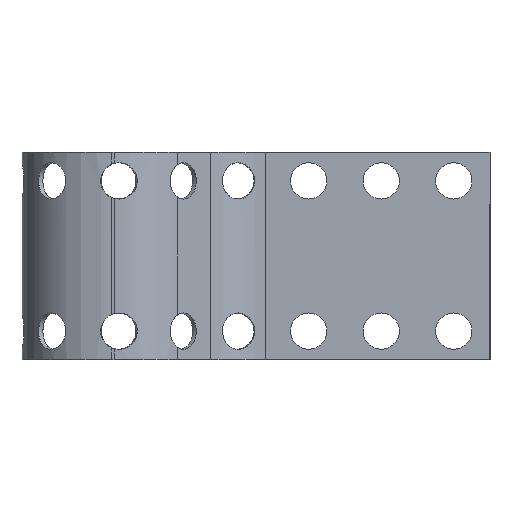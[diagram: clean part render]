
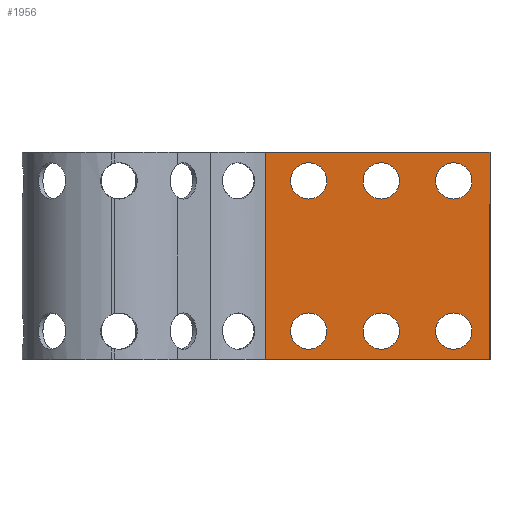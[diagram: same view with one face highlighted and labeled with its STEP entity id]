
A CAD part, front view. The second image highlights one B-rep face of the part: STEP entity #1956.
In plain terms, the highlighted planar face has unit normal (0, -1, 0).
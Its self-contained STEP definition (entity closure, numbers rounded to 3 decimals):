
#42=FACE_BOUND('',#392,.T.);
#43=FACE_BOUND('',#393,.T.);
#44=FACE_BOUND('',#394,.T.);
#45=FACE_BOUND('',#395,.T.);
#46=FACE_BOUND('',#396,.T.);
#47=FACE_BOUND('',#397,.T.);
#132=CIRCLE('',#2104,3.5);
#133=CIRCLE('',#2105,3.5);
#134=CIRCLE('',#2106,3.5);
#135=CIRCLE('',#2107,3.5);
#136=CIRCLE('',#2108,3.5);
#137=CIRCLE('',#2109,3.5);
#183=PLANE('',#2103);
#263=FACE_OUTER_BOUND('',#391,.T.);
#391=EDGE_LOOP('',(#1560,#1561,#1562,#1563));
#392=EDGE_LOOP('',(#1564));
#393=EDGE_LOOP('',(#1565));
#394=EDGE_LOOP('',(#1566));
#395=EDGE_LOOP('',(#1567));
#396=EDGE_LOOP('',(#1568));
#397=EDGE_LOOP('',(#1569));
#558=LINE('',#8775,#716);
#559=LINE('',#8777,#717);
#560=LINE('',#8779,#718);
#561=LINE('',#8780,#719);
#716=VECTOR('',#2446,10.);
#717=VECTOR('',#2447,10.);
#718=VECTOR('',#2448,10.);
#719=VECTOR('',#2449,10.);
#920=VERTEX_POINT('',#8773);
#921=VERTEX_POINT('',#8774);
#922=VERTEX_POINT('',#8776);
#923=VERTEX_POINT('',#8778);
#924=VERTEX_POINT('',#8781);
#925=VERTEX_POINT('',#8783);
#926=VERTEX_POINT('',#8785);
#927=VERTEX_POINT('',#8787);
#928=VERTEX_POINT('',#8789);
#929=VERTEX_POINT('',#8791);
#1146=EDGE_CURVE('',#920,#921,#558,.T.);
#1147=EDGE_CURVE('',#922,#921,#559,.T.);
#1148=EDGE_CURVE('',#923,#922,#560,.T.);
#1149=EDGE_CURVE('',#920,#923,#561,.T.);
#1150=EDGE_CURVE('',#924,#924,#132,.T.);
#1151=EDGE_CURVE('',#925,#925,#133,.T.);
#1152=EDGE_CURVE('',#926,#926,#134,.T.);
#1153=EDGE_CURVE('',#927,#927,#135,.T.);
#1154=EDGE_CURVE('',#928,#928,#136,.T.);
#1155=EDGE_CURVE('',#929,#929,#137,.T.);
#1560=ORIENTED_EDGE('',*,*,#1146,.T.);
#1561=ORIENTED_EDGE('',*,*,#1147,.F.);
#1562=ORIENTED_EDGE('',*,*,#1148,.F.);
#1563=ORIENTED_EDGE('',*,*,#1149,.F.);
#1564=ORIENTED_EDGE('',*,*,#1150,.T.);
#1565=ORIENTED_EDGE('',*,*,#1151,.T.);
#1566=ORIENTED_EDGE('',*,*,#1152,.T.);
#1567=ORIENTED_EDGE('',*,*,#1153,.T.);
#1568=ORIENTED_EDGE('',*,*,#1154,.T.);
#1569=ORIENTED_EDGE('',*,*,#1155,.T.);
#1956=ADVANCED_FACE('',(#263,#42,#43,#44,#45,#46,#47),#183,.F.);
#2103=AXIS2_PLACEMENT_3D('',#8772,#2444,#2445);
#2104=AXIS2_PLACEMENT_3D('',#8782,#2450,#2451);
#2105=AXIS2_PLACEMENT_3D('',#8784,#2452,#2453);
#2106=AXIS2_PLACEMENT_3D('',#8786,#2454,#2455);
#2107=AXIS2_PLACEMENT_3D('',#8788,#2456,#2457);
#2108=AXIS2_PLACEMENT_3D('',#8790,#2458,#2459);
#2109=AXIS2_PLACEMENT_3D('',#8792,#2460,#2461);
#2444=DIRECTION('center_axis',(0.,1.,0.));
#2445=DIRECTION('ref_axis',(0.,0.,1.));
#2446=DIRECTION('',(0.,0.,-1.));
#2447=DIRECTION('',(-1.,0.,0.));
#2448=DIRECTION('',(0.,0.,-1.));
#2449=DIRECTION('',(1.,0.,0.));
#2450=DIRECTION('center_axis',(0.,1.,0.));
#2451=DIRECTION('ref_axis',(-1.,0.,0.));
#2452=DIRECTION('center_axis',(0.,1.,0.));
#2453=DIRECTION('ref_axis',(-1.,0.,0.));
#2454=DIRECTION('center_axis',(0.,1.,0.));
#2455=DIRECTION('ref_axis',(-1.,0.,0.));
#2456=DIRECTION('center_axis',(0.,1.,0.));
#2457=DIRECTION('ref_axis',(-1.,0.,0.));
#2458=DIRECTION('center_axis',(0.,1.,0.));
#2459=DIRECTION('ref_axis',(-1.,0.,0.));
#2460=DIRECTION('center_axis',(0.,1.,0.));
#2461=DIRECTION('ref_axis',(-1.,0.,0.));
#8772=CARTESIAN_POINT('Origin',(-110.375,15.864,20.));
#8773=CARTESIAN_POINT('',(-48.666,15.864,40.));
#8774=CARTESIAN_POINT('',(-48.666,15.864,0.));
#8775=CARTESIAN_POINT('',(-48.666,15.864,30.));
#8776=CARTESIAN_POINT('',(-5.375,15.864,0.));
#8777=CARTESIAN_POINT('',(-5.375,15.864,0.));
#8778=CARTESIAN_POINT('',(-5.375,15.864,40.));
#8779=CARTESIAN_POINT('',(-5.375,15.864,40.));
#8780=CARTESIAN_POINT('',(-215.375,15.864,40.));
#8781=CARTESIAN_POINT('',(-8.875,15.864,5.5));
#8782=CARTESIAN_POINT('Origin',(-12.375,15.864,5.5));
#8783=CARTESIAN_POINT('',(-8.875,15.864,34.5));
#8784=CARTESIAN_POINT('Origin',(-12.375,15.864,34.5));
#8785=CARTESIAN_POINT('',(-22.875,15.864,5.5));
#8786=CARTESIAN_POINT('Origin',(-26.375,15.864,5.5));
#8787=CARTESIAN_POINT('',(-22.875,15.864,34.5));
#8788=CARTESIAN_POINT('Origin',(-26.375,15.864,34.5));
#8789=CARTESIAN_POINT('',(-36.875,15.864,5.5));
#8790=CARTESIAN_POINT('Origin',(-40.375,15.864,5.5));
#8791=CARTESIAN_POINT('',(-36.875,15.864,34.5));
#8792=CARTESIAN_POINT('Origin',(-40.375,15.864,34.5));
